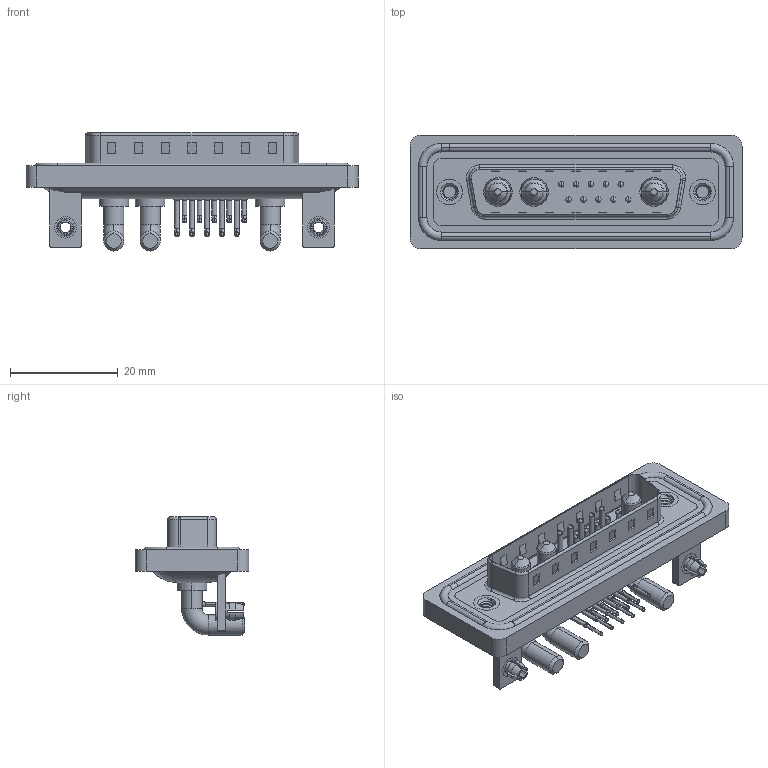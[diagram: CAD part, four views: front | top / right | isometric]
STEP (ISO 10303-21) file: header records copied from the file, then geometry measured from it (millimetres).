
FILE_DESCRIPTION (( 'STEP AP203' ), '1' );
FILE_NAME ('629W13W3340-4N3.STEP', '2024-04-11T16:27:13', ( '' ), ( '' ), 'SwSTEP 2.0', 'SolidWorks 2023', '' );
FILE_SCHEMA (( 'CONFIG_CONTROL_DESIGN' ));
Length unit declared in the file: millimetre
Products named in the file (11): 629Combo Board Lock; 629Combo Housing_13W3; Power Pin_40A RA; 629Combo Threaded Rivet_3; 629Combo Contact Row 2; 629Combo Contact Row 1; 629Combo Stabilizer Bracket; 629Combo Shell Rear_25 Contacts; 629Combo Shell Front_25 Contacts; 629Combo Waterproof Housing_25 Contacts; 629W13W3340-4N3
Assembly tree (23 placements, depth 2):
  629W13W3340-4N3
    629Combo Housing_13W3
    629Combo Shell Rear_25 Contacts
    629Combo Shell Front_25 Contacts
    629Combo Waterproof Housing_25 Contacts
    629Combo Threaded Rivet_3  x2
    629Combo Stabilizer Bracket  x2
    629Combo Board Lock  x2
    Power Pin_40A RA  x3
    629Combo Contact Row 1  x5
    629Combo Contact Row 2  x5
Bounding box: 61.75 x 21.1 x 21.98 mm (x, y, z)
Volume: 8142.6 mm3; surface area: 13425.2 mm2
Topology: 27 solids, 27 shells, 1844 faces, 4973 edges, 3209 vertices
Faces by surface type: plane 947, cylinder 661, cone 87, torus 76, bspline 73
Entity records: 29608 total; most frequent: CARTESIAN_POINT 6575, DIRECTION 4672, ORIENTED_EDGE 4398, EDGE_CURVE 2199, AXIS2_PLACEMENT_3D 1687, VERTEX_POINT 1418, VECTOR 1298, LINE 1298
